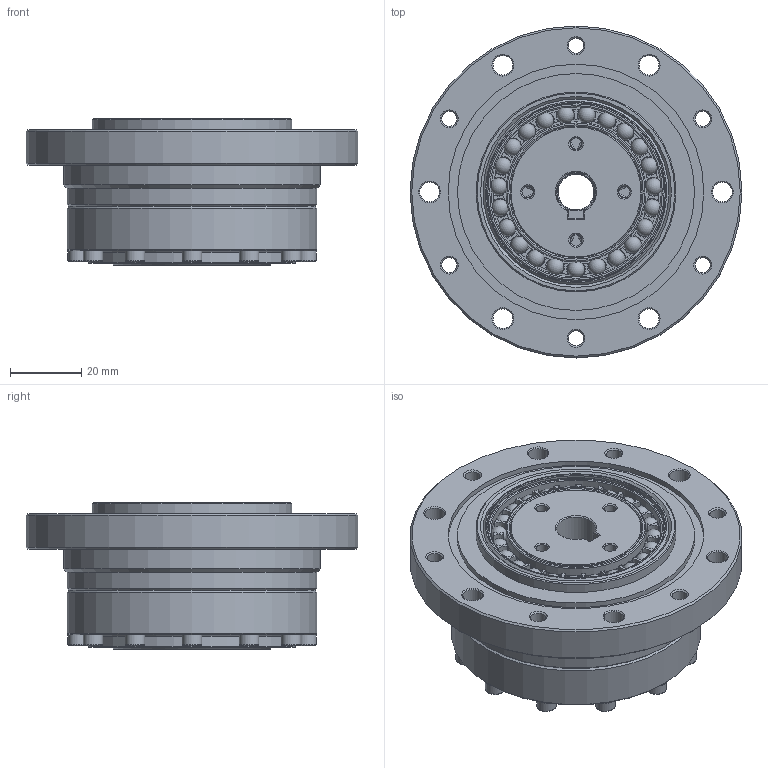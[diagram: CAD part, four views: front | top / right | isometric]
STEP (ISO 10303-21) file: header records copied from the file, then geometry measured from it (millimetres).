
FILE_DESCRIPTION(/* description */ (''),/* implementation_level */ '2;1');
FILE_NAME(/* name */ 'LSSF-20-XX-U-I-DL-φ11.stp',/* time_stamp */ '2023-06-30T15:08:09+08:00',/* author */ (''),/* organization */ (''),/* preprocessor_version */ 'ST-DEVELOPER v16.7',/* originating_system */ 'SIEMENS PLM Software NX 12.0',/* authorisation */ '');
FILE_SCHEMA (('AUTOMOTIVE_DESIGN { 1 0 10303 214 3 1 1 1 }'));
Length unit declared in the file: millimetre
Products named in the file (14): EB375007-20KC-46; EB375007-20KC-01; TC-45x55x4; 发生器LSS-20-DL-φ11; O-54x1; GB-T70.1-2000,M3x16; GB-T70.1-2000,M5x16; 销子3x10; 柔轮垫块LSS-20; 刚轮LSSF-20; 柔轮LSS-20; EB375007-20KC; 交叉轴承LSS-20; LSSF-20-XX-U-I-DL-φ11
Assembly tree (34 placements, depth 3):
  LSSF-20-XX-U-I-DL-φ11
    交叉轴承LSS-20
      TC-45x55x4
    柔轮LSS-20
    刚轮LSSF-20
    柔轮垫块LSS-20
    EB375007-20KC
      EB375007-20KC-01
      EB375007-20KC-46
    销子3x10  x4
    GB-T70.1-2000,M5x16  x8
    GB-T70.1-2000,M3x16  x12
    O-54x1
    发生器LSS-20-DL-φ11
Bounding box: 93 x 93 x 41 mm (x, y, z)
Volume: 126002 mm3; surface area: 82913 mm2
Topology: 58 solids, 58 shells, 1142 faces, 2486 edges, 1458 vertices
Faces by surface type: plane 409, cone 363, cylinder 224, torus 122, sphere 23, revolution 1
Full cylindrical faces by diameter (mm): 2.05 x2, 2.5 x12, 2.874 x12, 3 x12, 3.3 x4, 3.5 x12, 4.2 x14, 4.826 x8, 5 x8, 5.5 x34, 8.5 x8, 10 x1, 14 x3, 22 x1, 31 x1, 34 x1, 36 x1, 37 x2, 39.25 x2, 40.2 x1, 40.64 x1, 43 x1, 44 x1, 44.5 x1, 45 x2, 45.4 x1, 46.36 x1, 47.79 x2, 49.6 x2, 50 x2
Entity records: 17910 total; most frequent: CARTESIAN_POINT 4076, DIRECTION 3001, ORIENTED_EDGE 2012, AXIS2_PLACEMENT_3D 1426, EDGE_LOOP 1178, FACE_BOUND 1028, EDGE_CURVE 1006, VERTEX_POINT 860
